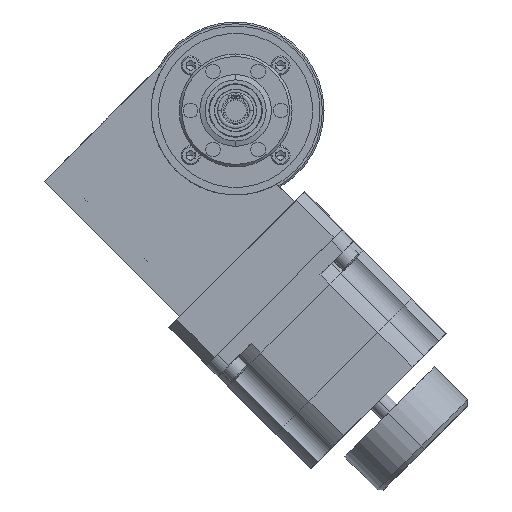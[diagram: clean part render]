
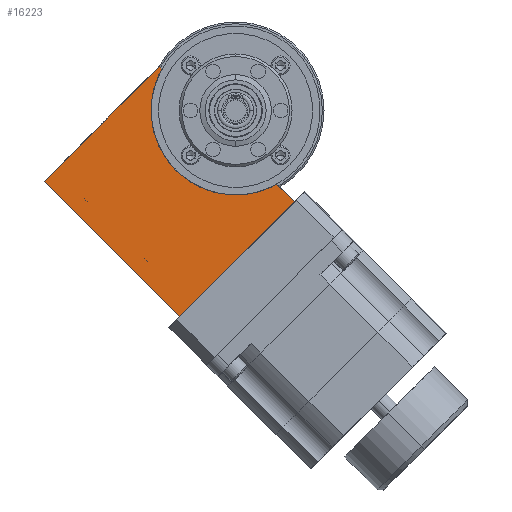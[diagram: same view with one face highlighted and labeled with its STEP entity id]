
A CAD part, front view. The second image highlights one B-rep face of the part: STEP entity #16223.
In plain terms, the highlighted planar face has unit normal (0, -1, 0).
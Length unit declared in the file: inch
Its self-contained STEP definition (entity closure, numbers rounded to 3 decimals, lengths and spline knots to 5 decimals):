
#200 = LINE ( 'NONE', #16958, #206 ) ;
#206 = VECTOR ( 'NONE', #17129, 39.37008 ) ;
#1716 = VERTEX_POINT ( 'NONE', #17360 ) ;
#1894 = VERTEX_POINT ( 'NONE', #17026 ) ;
#2084 = VERTEX_POINT ( 'NONE', #17306 ) ;
#4112 = CARTESIAN_POINT ( 'NONE',  ( -0.65832, 1.3, -2.42608 ) ) ;
#4115 = DIRECTION ( 'NONE',  ( -0.707, 0., -0.707 ) ) ;
#4263 = CARTESIAN_POINT ( 'NONE',  ( 0.69226, 1.3, -1.07551 ) ) ;
#4264 = DIRECTION ( 'NONE',  ( 0.707, 0., -0.707 ) ) ;
#4332 = CARTESIAN_POINT ( 'NONE',  ( 0., 1.3, 0. ) ) ;
#4339 = DIRECTION ( 'NONE',  ( 0., -1., 0. ) ) ;
#4340 = DIRECTION ( 'NONE',  ( -0.707, 0., -0.707 ) ) ;
#4757 = CARTESIAN_POINT ( 'NONE',  ( -2.24931, 1.3, -0.83509 ) ) ;
#4758 = DIRECTION ( 'NONE',  ( 0.707, 0., 0.707 ) ) ;
#5365 = FACE_OUTER_BOUND ( 'NONE', #8665, .T. ) ;
#5668 = LINE ( 'NONE', #4112, #5687 ) ;
#5687 = VECTOR ( 'NONE', #4115, 39.37008 ) ;
#5748 = LINE ( 'NONE', #4263, #5759 ) ;
#5759 = VECTOR ( 'NONE', #4264, 39.37008 ) ;
#7513 = CARTESIAN_POINT ( 'NONE',  ( 0., 1.3, 0. ) ) ;
#7514 = PLANE ( 'NONE',  #13562 ) ;
#7524 = DIRECTION ( 'NONE',  ( 0., 1., 0. ) ) ;
#7525 = DIRECTION ( 'NONE',  ( -0.707, 0., -0.707 ) ) ;
#7991 = EDGE_CURVE ( 'NONE', #20064, #19923, #200, .T. ) ;
#8665 = EDGE_LOOP ( 'NONE', ( #18249, #18248, #18240, #18243, #18242, #18247 ) ) ;
#13562 = AXIS2_PLACEMENT_3D ( 'NONE', #7513, #7524, #7525 ) ;
#14369 = AXIS2_PLACEMENT_3D ( 'NONE', #4332, #4339, #4340 ) ;
#16223 = ADVANCED_FACE ( 'NONE', ( #5365 ), #7514, .F. ) ;
#16402 = EDGE_CURVE ( 'NONE', #19704, #1716, #5668, .T. ) ;
#16453 = EDGE_CURVE ( 'NONE', #2084, #19704, #5748, .T. ) ;
#16468 = EDGE_CURVE ( 'NONE', #19923, #2084, #19741, .T. ) ;
#16611 = EDGE_CURVE ( 'NONE', #1894, #20064, #20186, .T. ) ;
#16758 = EDGE_CURVE ( 'NONE', #1716, #1894, #20530, .T. ) ;
#16958 = CARTESIAN_POINT ( 'NONE',  ( -0.8686, 1.3, 0.48535 ) ) ;
#17026 = CARTESIAN_POINT ( 'NONE',  ( -2.24931, 1.3, -0.83509 ) ) ;
#17129 = DIRECTION ( 'NONE',  ( 0.707, 0., -0.707 ) ) ;
#17306 = CARTESIAN_POINT ( 'NONE',  ( 0.48535, 1.3, -0.8686 ) ) ;
#17360 = CARTESIAN_POINT ( 'NONE',  ( -0.65832, 1.3, -2.42608 ) ) ;
#18240 = ORIENTED_EDGE ( 'NONE', *, *, #16468, .F. ) ;
#18242 = ORIENTED_EDGE ( 'NONE', *, *, #16611, .F. ) ;
#18243 = ORIENTED_EDGE ( 'NONE', *, *, #7991, .F. ) ;
#18247 = ORIENTED_EDGE ( 'NONE', *, *, #16758, .F. ) ;
#18248 = ORIENTED_EDGE ( 'NONE', *, *, #16453, .F. ) ;
#18249 = ORIENTED_EDGE ( 'NONE', *, *, #16402, .F. ) ;
#19360 = CARTESIAN_POINT ( 'NONE',  ( -0.65832, 1.3, -2.42608 ) ) ;
#19361 = DIRECTION ( 'NONE',  ( -0.707, 0., 0.707 ) ) ;
#19481 = CARTESIAN_POINT ( 'NONE',  ( 0.69226, 1.3, -1.07551 ) ) ;
#19496 = CARTESIAN_POINT ( 'NONE',  ( -0.8686, 1.3, 0.48535 ) ) ;
#19545 = CARTESIAN_POINT ( 'NONE',  ( -0.89873, 1.3, 0.51548 ) ) ;
#19704 = VERTEX_POINT ( 'NONE', #19481 ) ;
#19741 = CIRCLE ( 'NONE', #14369, 0.995 ) ;
#19923 = VERTEX_POINT ( 'NONE', #19496 ) ;
#20064 = VERTEX_POINT ( 'NONE', #19545 ) ;
#20186 = LINE ( 'NONE', #4757, #20193 ) ;
#20193 = VECTOR ( 'NONE', #4758, 39.37008 ) ;
#20530 = LINE ( 'NONE', #19360, #20534 ) ;
#20534 = VECTOR ( 'NONE', #19361, 39.37008 ) ;
